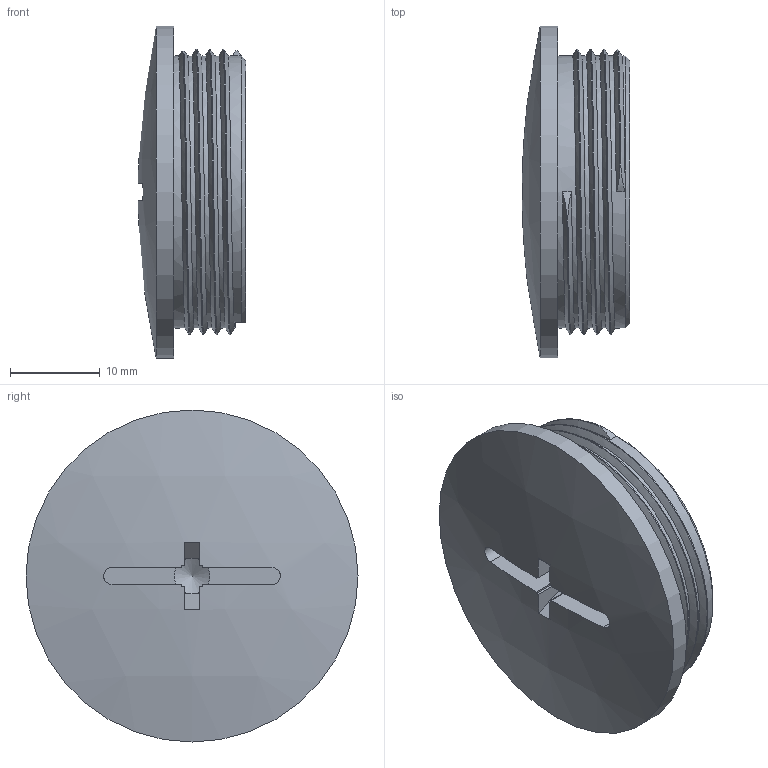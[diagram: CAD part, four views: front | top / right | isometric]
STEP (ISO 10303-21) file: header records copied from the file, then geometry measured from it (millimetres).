
FILE_DESCRIPTION(/* description */ ('Verschlussschraube rund mit Schlitz M 32x1,5'),/* implementation_level */ '2;1');
FILE_NAME(/* name */ '11007532-RST.stp',/* time_stamp */ '2020-04-23T09:33:42+02:00',/* author */ ('sl'),/* organization */ (''),/* preprocessor_version */ 'ST-DEVELOPER v16.5',/* originating_system */ 'Autodesk Inventor 2017',/* authorisation */ '');
FILE_SCHEMA (('AUTOMOTIVE_DESIGN { 1 0 10303 214 3 1 1 }'));
Length unit declared in the file: millimetre
Products named in the file (1): 11007532
Bounding box: 11.99 x 37 x 37 mm (x, y, z)
Volume: 3815.7 mm3; surface area: 4657.2 mm2
Topology: 1 solids, 1 shells, 75 faces, 191 edges, 121 vertices
Faces by surface type: plane 50, cylinder 17, cone 5, bspline 2, sphere 1
Full cylindrical faces by diameter (mm): 27 x1, 30.338 x3, 37 x1
Entity records: 2950 total; most frequent: CARTESIAN_POINT 1225, DIRECTION 357, ORIENTED_EDGE 348, EDGE_CURVE 174, AXIS2_PLACEMENT_3D 129, VERTEX_POINT 112, LINE 99, VECTOR 99
